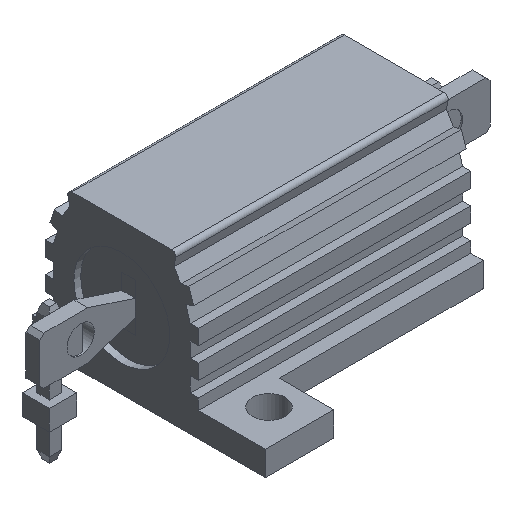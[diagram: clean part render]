
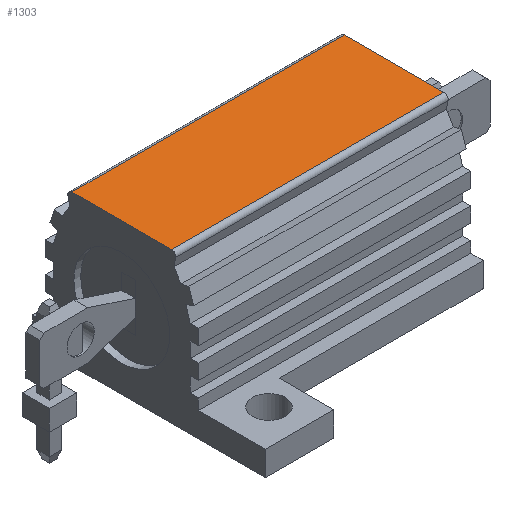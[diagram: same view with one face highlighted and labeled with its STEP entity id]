
A CAD part, isometric view. The second image highlights one B-rep face of the part: STEP entity #1303.
In plain terms, the highlighted planar face has unit normal (0, 0, 1).
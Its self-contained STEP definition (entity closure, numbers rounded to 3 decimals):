
#765 = VERTEX_POINT('',#766);
#766 = CARTESIAN_POINT('',(9.95,3.639,11.));
#1070 = VERTEX_POINT('',#1071);
#1071 = CARTESIAN_POINT('',(9.95,-3.639,11.));
#1078 = EDGE_CURVE('',#765,#1070,#1079,.T.);
#1079 = LINE('',#1080,#1081);
#1080 = CARTESIAN_POINT('',(9.95,4.,11.));
#1081 = VECTOR('',#1082,1.);
#1082 = DIRECTION('',(0.,-1.,0.));
#1276 = EDGE_CURVE('',#765,#1277,#1279,.T.);
#1277 = VERTEX_POINT('',#1278);
#1278 = CARTESIAN_POINT('',(-9.95,3.639,11.));
#1279 = LINE('',#1280,#1281);
#1280 = CARTESIAN_POINT('',(9.95,3.639,11.));
#1281 = VECTOR('',#1282,1.);
#1282 = DIRECTION('',(-1.,0.,0.));
#1303 = ADVANCED_FACE('',(#1304),#1322,.T.);
#1304 = FACE_BOUND('',#1305,.T.);
#1305 = EDGE_LOOP('',(#1306,#1307,#1308,#1316));
#1306 = ORIENTED_EDGE('',*,*,#1078,.F.);
#1307 = ORIENTED_EDGE('',*,*,#1276,.T.);
#1308 = ORIENTED_EDGE('',*,*,#1309,.T.);
#1309 = EDGE_CURVE('',#1277,#1310,#1312,.T.);
#1310 = VERTEX_POINT('',#1311);
#1311 = CARTESIAN_POINT('',(-9.95,-3.639,11.));
#1312 = LINE('',#1313,#1314);
#1313 = CARTESIAN_POINT('',(-9.95,4.,11.));
#1314 = VECTOR('',#1315,1.);
#1315 = DIRECTION('',(0.,-1.,0.));
#1316 = ORIENTED_EDGE('',*,*,#1317,.F.);
#1317 = EDGE_CURVE('',#1070,#1310,#1318,.T.);
#1318 = LINE('',#1319,#1320);
#1319 = CARTESIAN_POINT('',(9.95,-3.639,11.));
#1320 = VECTOR('',#1321,1.);
#1321 = DIRECTION('',(-1.,0.,0.));
#1322 = PLANE('',#1323);
#1323 = AXIS2_PLACEMENT_3D('',#1324,#1325,#1326);
#1324 = CARTESIAN_POINT('',(9.95,4.,11.));
#1325 = DIRECTION('',(0.,0.,1.));
#1326 = DIRECTION('',(0.,-1.,0.));
